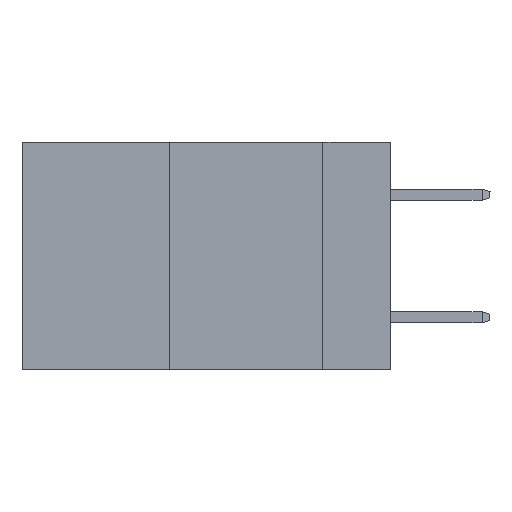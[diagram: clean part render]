
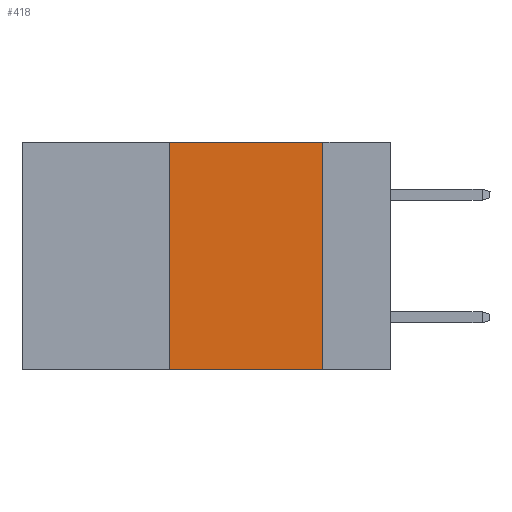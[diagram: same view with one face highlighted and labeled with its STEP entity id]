
A CAD part, left-side view. The second image highlights one B-rep face of the part: STEP entity #418.
In plain terms, the highlighted planar face has unit normal (-1, 0, 0).
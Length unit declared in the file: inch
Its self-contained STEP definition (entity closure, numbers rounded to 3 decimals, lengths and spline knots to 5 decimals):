
#384 = CARTESIAN_POINT ( 'NONE',  ( 0., 0.11, 0. ) ) ;
#418 = ADVANCED_FACE ( 'NONE', ( #9732 ), #6301, .F. ) ;
#667 = VERTEX_POINT ( 'NONE', #10822 ) ;
#923 = LINE ( 'NONE', #9450, #21595 ) ;
#1060 = ORIENTED_EDGE ( 'NONE', *, *, #10492, .F. ) ;
#1207 = CARTESIAN_POINT ( 'NONE',  ( 0., 0.11, 0. ) ) ;
#4748 = CARTESIAN_POINT ( 'NONE',  ( 0., 0.6, 0. ) ) ;
#4827 = EDGE_CURVE ( 'NONE', #19858, #9119, #21100, .T. ) ;
#5768 = VECTOR ( 'NONE', #17571, 39.37008 ) ;
#6301 = PLANE ( 'NONE',  #18381 ) ;
#9119 = VERTEX_POINT ( 'NONE', #20878 ) ;
#9250 = EDGE_CURVE ( 'NONE', #667, #19858, #15674, .T. ) ;
#9450 = CARTESIAN_POINT ( 'NONE',  ( 0., 0.6, -0.37 ) ) ;
#9488 = VERTEX_POINT ( 'NONE', #13629 ) ;
#9732 = FACE_OUTER_BOUND ( 'NONE', #16191, .T. ) ;
#10061 = DIRECTION ( 'NONE',  ( 1., 0., 0. ) ) ;
#10458 = LINE ( 'NONE', #10571, #11854 ) ;
#10492 = EDGE_CURVE ( 'NONE', #9488, #667, #10458, .T. ) ;
#10571 = CARTESIAN_POINT ( 'NONE',  ( 0., 0.36, 0. ) ) ;
#10822 = CARTESIAN_POINT ( 'NONE',  ( 0., 0.36, 0. ) ) ;
#11195 = ORIENTED_EDGE ( 'NONE', *, *, #4827, .F. ) ;
#11854 = VECTOR ( 'NONE', #13899, 39.37008 ) ;
#13070 = DIRECTION ( 'NONE',  ( 0., 0., -1. ) ) ;
#13629 = CARTESIAN_POINT ( 'NONE',  ( 0., 0.36, -0.37 ) ) ;
#13899 = DIRECTION ( 'NONE',  ( 0., 0., 1. ) ) ;
#15015 = VECTOR ( 'NONE', #19107, 39.37008 ) ;
#15674 = LINE ( 'NONE', #20760, #15015 ) ;
#16191 = EDGE_LOOP ( 'NONE', ( #11195, #16925, #1060, #21656 ) ) ;
#16925 = ORIENTED_EDGE ( 'NONE', *, *, #9250, .F. ) ;
#17571 = DIRECTION ( 'NONE',  ( 0., 0., -1. ) ) ;
#17626 = EDGE_CURVE ( 'NONE', #9488, #9119, #923, .T. ) ;
#18381 = AXIS2_PLACEMENT_3D ( 'NONE', #4748, #10061, #13070 ) ;
#19107 = DIRECTION ( 'NONE',  ( 0., -1., 0. ) ) ;
#19858 = VERTEX_POINT ( 'NONE', #1207 ) ;
#20760 = CARTESIAN_POINT ( 'NONE',  ( 0., 0.6, 0. ) ) ;
#20878 = CARTESIAN_POINT ( 'NONE',  ( 0., 0.11, -0.37 ) ) ;
#21100 = LINE ( 'NONE', #384, #5768 ) ;
#21202 = DIRECTION ( 'NONE',  ( 0., -1., 0. ) ) ;
#21595 = VECTOR ( 'NONE', #21202, 39.37008 ) ;
#21656 = ORIENTED_EDGE ( 'NONE', *, *, #17626, .T. ) ;
